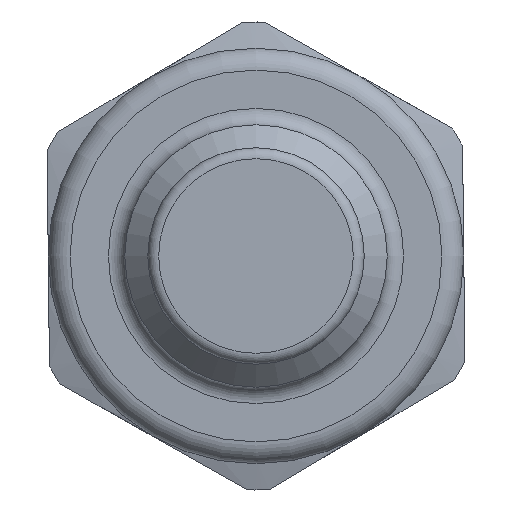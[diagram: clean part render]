
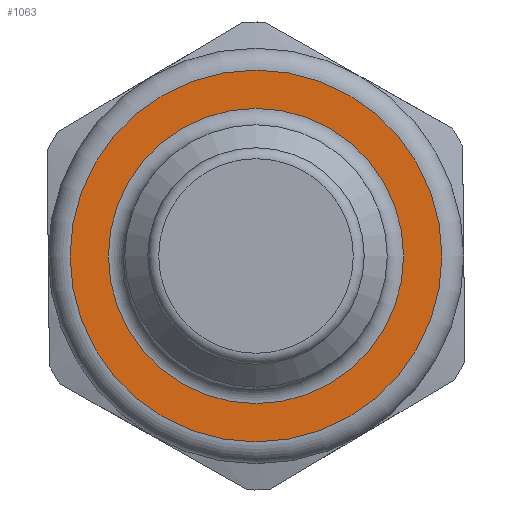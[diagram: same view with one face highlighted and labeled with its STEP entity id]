
A CAD part, left-side view. The second image highlights one B-rep face of the part: STEP entity #1063.
In plain terms, the highlighted planar face has unit normal (-1, 0, 0).
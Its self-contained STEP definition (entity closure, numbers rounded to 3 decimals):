
#1021=CARTESIAN_POINT('',(20.0,8.5,0.0));
#1022=VERTEX_POINT('',#1021);
#1023=CARTESIAN_POINT('',(20.0,0.0,0.0));
#1024=DIRECTION('',(1.0,0.0,0.0));
#1025=DIRECTION('',(0.0,-1.0,0.0));
#1026=AXIS2_PLACEMENT_3D('',#1023,#1024,#1025);
#1027=CIRCLE('',#1026,8.5);
#1028=EDGE_CURVE('',#1022,#1022,#1027,.T.);
#1044=CARTESIAN_POINT('',(20.0,7.75,0.0));
#1045=DIRECTION('',(-1.0,0.0,0.0));
#1046=DIRECTION('',(0.0,0.0,1.0));
#1047=AXIS2_PLACEMENT_3D('',#1044,#1045,#1046);
#1048=PLANE('',#1047);
#1049=ORIENTED_EDGE('',*,*,#1028,.F.);
#1050=EDGE_LOOP('',(#1049));
#1051=FACE_OUTER_BOUND('',#1050,.T.);
#1052=CARTESIAN_POINT('',(20.0,6.75,0.));
#1053=VERTEX_POINT('',#1052);
#1054=CARTESIAN_POINT('',(20.0,0.0,0.0));
#1055=DIRECTION('',(-1.0,0.0,0.0));
#1056=DIRECTION('',(0.0,-1.0,0.0));
#1057=AXIS2_PLACEMENT_3D('',#1054,#1055,#1056);
#1058=CIRCLE('',#1057,6.75);
#1059=EDGE_CURVE('',#1053,#1053,#1058,.T.);
#1060=ORIENTED_EDGE('',*,*,#1059,.F.);
#1061=EDGE_LOOP('',(#1060));
#1062=FACE_BOUND('',#1061,.T.);
#1063=ADVANCED_FACE('',(#1051,#1062),#1048,.T.);
